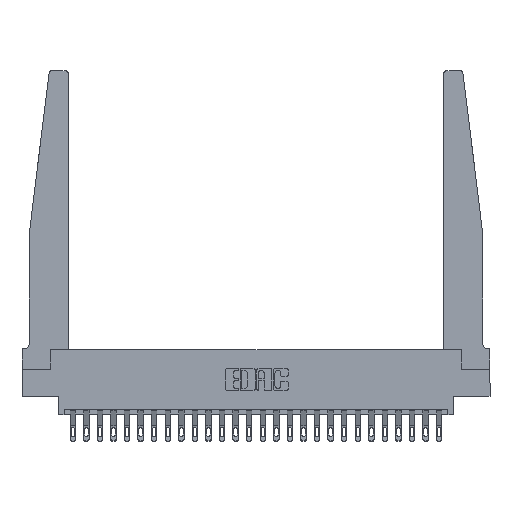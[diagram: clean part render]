
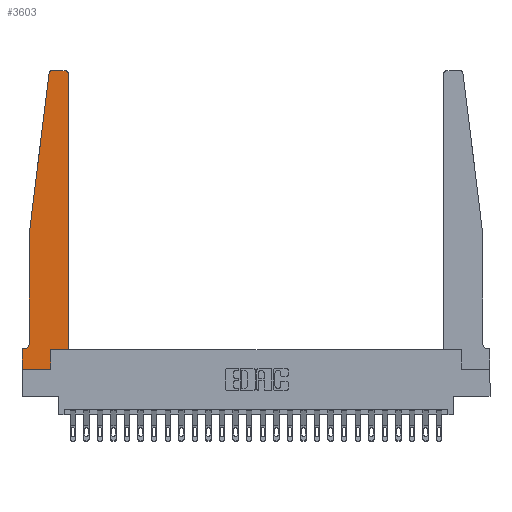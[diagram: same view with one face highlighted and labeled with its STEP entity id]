
A CAD part, top view. The second image highlights one B-rep face of the part: STEP entity #3603.
In plain terms, the highlighted planar face has unit normal (0, 0, 1).
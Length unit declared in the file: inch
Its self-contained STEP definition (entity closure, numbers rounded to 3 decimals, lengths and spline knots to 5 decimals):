
#119 = LINE ( 'NONE', #23696, #19767 ) ;
#418 = CARTESIAN_POINT ( 'NONE',  ( 0.425, 0.18, 0.37 ) ) ;
#994 = LINE ( 'NONE', #13912, #14799 ) ;
#1192 = CARTESIAN_POINT ( 'NONE',  ( 0.2605, 0.18, 0.37 ) ) ;
#1326 = DIRECTION ( 'NONE',  ( -1., 0., 0. ) ) ;
#1396 = CARTESIAN_POINT ( 'NONE',  ( 0.425, 0.18, 0.37 ) ) ;
#1398 = DIRECTION ( 'NONE',  ( 0., -1., 0. ) ) ;
#1702 = EDGE_CURVE ( 'NONE', #13936, #15172, #18415, .T. ) ;
#1939 = AXIS2_PLACEMENT_3D ( 'NONE', #11110, #24880, #13086 ) ;
#1967 = VERTEX_POINT ( 'NONE', #24425 ) ;
#2122 = DIRECTION ( 'NONE',  ( -0.122, -0.992, 0. ) ) ;
#3029 = EDGE_CURVE ( 'NONE', #15172, #23028, #20197, .T. ) ;
#3245 = CARTESIAN_POINT ( 'NONE',  ( 0.2605, 0.18, 0.37 ) ) ;
#3459 = EDGE_CURVE ( 'NONE', #23028, #1967, #20169, .T. ) ;
#3603 = ADVANCED_FACE ( 'NONE', ( #11831 ), #23220, .T. ) ;
#3644 = LINE ( 'NONE', #19833, #23978 ) ;
#4192 = CIRCLE ( 'NONE', #12056, 0.05 ) ;
#4358 = AXIS2_PLACEMENT_3D ( 'NONE', #5943, #19699, #7918 ) ;
#4984 = EDGE_CURVE ( 'NONE', #4987, #15380, #9008, .T. ) ;
#4987 = VERTEX_POINT ( 'NONE', #20659 ) ;
#5039 = CARTESIAN_POINT ( 'NONE',  ( 0.425, 2.72, 0.37 ) ) ;
#5598 = DIRECTION ( 'NONE',  ( 0., 0., 1. ) ) ;
#5686 = VERTEX_POINT ( 'NONE', #3245 ) ;
#5905 = VECTOR ( 'NONE', #18889, 39.37008 ) ;
#5943 = CARTESIAN_POINT ( 'NONE',  ( 0.395, 2.72, 0.37 ) ) ;
#5952 = EDGE_CURVE ( 'NONE', #1967, #4987, #119, .T. ) ;
#6075 = DIRECTION ( 'NONE',  ( 0., -1., 0. ) ) ;
#6114 = VERTEX_POINT ( 'NONE', #14400 ) ;
#7918 = DIRECTION ( 'NONE',  ( 1., 0., 0. ) ) ;
#8546 = VERTEX_POINT ( 'NONE', #20632 ) ;
#9008 = LINE ( 'NONE', #24953, #18869 ) ;
#9365 = CARTESIAN_POINT ( 'NONE',  ( 0., 0.1875, 0.37 ) ) ;
#9420 = EDGE_CURVE ( 'NONE', #15380, #6114, #4192, .T. ) ;
#9917 = LINE ( 'NONE', #418, #13897 ) ;
#10228 = ORIENTED_EDGE ( 'NONE', *, *, #13719, .T. ) ;
#10525 = ORIENTED_EDGE ( 'NONE', *, *, #23181, .T. ) ;
#10998 = ORIENTED_EDGE ( 'NONE', *, *, #18818, .T. ) ;
#11110 = CARTESIAN_POINT ( 'NONE',  ( 0.27653, 2.72, 0.37 ) ) ;
#11346 = ORIENTED_EDGE ( 'NONE', *, *, #17325, .T. ) ;
#11579 = ORIENTED_EDGE ( 'NONE', *, *, #5952, .T. ) ;
#11707 = DIRECTION ( 'NONE',  ( 0., 0., -1. ) ) ;
#11743 = LINE ( 'NONE', #1192, #5905 ) ;
#11746 = CARTESIAN_POINT ( 'NONE',  ( 0.27653, 2.75, 0.37 ) ) ;
#11831 = FACE_OUTER_BOUND ( 'NONE', #22151, .T. ) ;
#11883 = DIRECTION ( 'NONE',  ( -1., 0., 0. ) ) ;
#12056 = AXIS2_PLACEMENT_3D ( 'NONE', #23487, #11707, #11883 ) ;
#12090 = VECTOR ( 'NONE', #13350, 39.37008 ) ;
#12297 = EDGE_CURVE ( 'NONE', #5686, #24131, #9917, .T. ) ;
#12578 = ORIENTED_EDGE ( 'NONE', *, *, #3029, .T. ) ;
#12897 = VECTOR ( 'NONE', #20100, 39.37008 ) ;
#13086 = DIRECTION ( 'NONE',  ( 1., 0., 0. ) ) ;
#13350 = DIRECTION ( 'NONE',  ( 1., 0., 0. ) ) ;
#13413 = CARTESIAN_POINT ( 'NONE',  ( 0., 0.1875, 0.37 ) ) ;
#13692 = CARTESIAN_POINT ( 'NONE',  ( 0.25, 2.75, 0.37 ) ) ;
#13719 = EDGE_CURVE ( 'NONE', #24131, #13936, #994, .T. ) ;
#13897 = VECTOR ( 'NONE', #20081, 39.37008 ) ;
#13912 = CARTESIAN_POINT ( 'NONE',  ( 0.425, 0.18, 0.37 ) ) ;
#13936 = VERTEX_POINT ( 'NONE', #5039 ) ;
#14173 = CARTESIAN_POINT ( 'NONE',  ( 0.065, 0.2375, 0.37 ) ) ;
#14315 = ORIENTED_EDGE ( 'NONE', *, *, #23134, .T. ) ;
#14400 = CARTESIAN_POINT ( 'NONE',  ( 0.015, 0.1875, 0.37 ) ) ;
#14799 = VECTOR ( 'NONE', #19849, 39.37008 ) ;
#15172 = VERTEX_POINT ( 'NONE', #19191 ) ;
#15380 = VERTEX_POINT ( 'NONE', #14173 ) ;
#16044 = VERTEX_POINT ( 'NONE', #9365 ) ;
#16439 = CARTESIAN_POINT ( 'NONE',  ( 0.2605, 0., 0.37 ) ) ;
#17325 = EDGE_CURVE ( 'NONE', #8546, #19226, #21942, .T. ) ;
#17741 = AXIS2_PLACEMENT_3D ( 'NONE', #13413, #5598, #19366 ) ;
#18325 = ORIENTED_EDGE ( 'NONE', *, *, #9420, .T. ) ;
#18415 = CIRCLE ( 'NONE', #4358, 0.03 ) ;
#18818 = EDGE_CURVE ( 'NONE', #19226, #5686, #11743, .T. ) ;
#18869 = VECTOR ( 'NONE', #1398, 39.37008 ) ;
#18889 = DIRECTION ( 'NONE',  ( 0., 1., 0. ) ) ;
#19191 = CARTESIAN_POINT ( 'NONE',  ( 0.395, 2.75, 0.37 ) ) ;
#19226 = VERTEX_POINT ( 'NONE', #16439 ) ;
#19304 = CARTESIAN_POINT ( 'NONE',  ( 0., 0., 0.37 ) ) ;
#19366 = DIRECTION ( 'NONE',  ( 1., 0., 0. ) ) ;
#19699 = DIRECTION ( 'NONE',  ( 0., 0., 1. ) ) ;
#19767 = VECTOR ( 'NONE', #2122, 39.37008 ) ;
#19833 = CARTESIAN_POINT ( 'NONE',  ( 0., 0., 0.37 ) ) ;
#19849 = DIRECTION ( 'NONE',  ( 0., 1., 0. ) ) ;
#20081 = DIRECTION ( 'NONE',  ( 1., 0., 0. ) ) ;
#20100 = DIRECTION ( 'NONE',  ( -1., 0., 0. ) ) ;
#20169 = CIRCLE ( 'NONE', #1939, 0.03 ) ;
#20197 = LINE ( 'NONE', #13692, #24806 ) ;
#20632 = CARTESIAN_POINT ( 'NONE',  ( 0., 0., 0.37 ) ) ;
#20659 = CARTESIAN_POINT ( 'NONE',  ( 0.065, 1.25, 0.37 ) ) ;
#20725 = ORIENTED_EDGE ( 'NONE', *, *, #4984, .T. ) ;
#21942 = LINE ( 'NONE', #19304, #12090 ) ;
#21986 = CARTESIAN_POINT ( 'NONE',  ( 0.065, 0.1875, 0.37 ) ) ;
#22151 = EDGE_LOOP ( 'NONE', ( #12578, #23186, #11579, #20725, #18325, #10525, #14315, #11346, #10998, #23853, #10228, #23990 ) ) ;
#23028 = VERTEX_POINT ( 'NONE', #11746 ) ;
#23134 = EDGE_CURVE ( 'NONE', #16044, #8546, #3644, .T. ) ;
#23181 = EDGE_CURVE ( 'NONE', #6114, #16044, #23357, .T. ) ;
#23186 = ORIENTED_EDGE ( 'NONE', *, *, #3459, .T. ) ;
#23220 = PLANE ( 'NONE',  #17741 ) ;
#23357 = LINE ( 'NONE', #21986, #12897 ) ;
#23487 = CARTESIAN_POINT ( 'NONE',  ( 0.015, 0.2375, 0.37 ) ) ;
#23696 = CARTESIAN_POINT ( 'NONE',  ( 0.065, 1.25, 0.37 ) ) ;
#23853 = ORIENTED_EDGE ( 'NONE', *, *, #12297, .T. ) ;
#23978 = VECTOR ( 'NONE', #6075, 39.37008 ) ;
#23990 = ORIENTED_EDGE ( 'NONE', *, *, #1702, .T. ) ;
#24131 = VERTEX_POINT ( 'NONE', #1396 ) ;
#24425 = CARTESIAN_POINT ( 'NONE',  ( 0.24675, 2.72367, 0.37 ) ) ;
#24806 = VECTOR ( 'NONE', #1326, 39.37008 ) ;
#24880 = DIRECTION ( 'NONE',  ( 0., 0., 1. ) ) ;
#24953 = CARTESIAN_POINT ( 'NONE',  ( 0.065, 1.25, 0.37 ) ) ;
